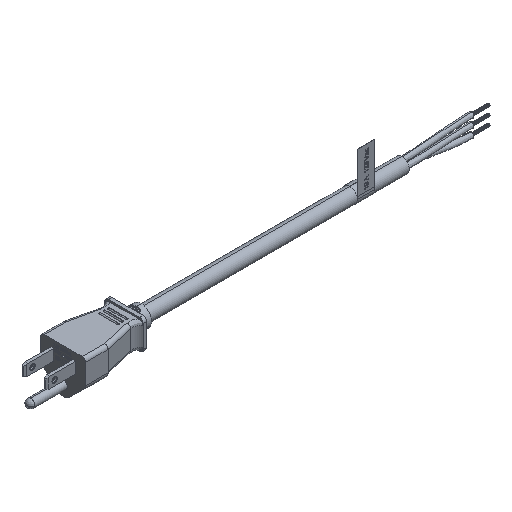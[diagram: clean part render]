
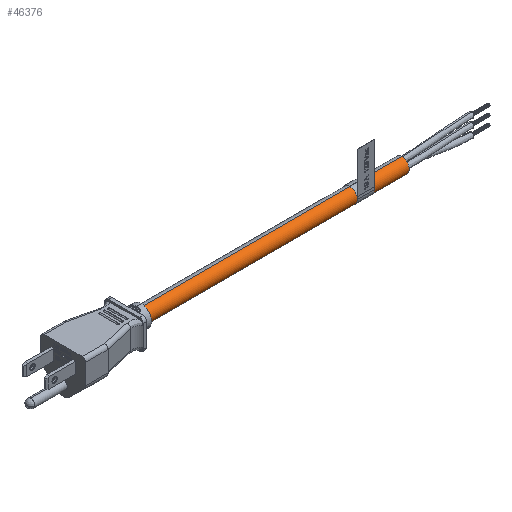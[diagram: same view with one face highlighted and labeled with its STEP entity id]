
A CAD part, isometric view. The second image highlights one B-rep face of the part: STEP entity #46376.
In plain terms, the highlighted cylindrical face has radius 4.2 mm (diameter 8.4 mm), a partial arc.
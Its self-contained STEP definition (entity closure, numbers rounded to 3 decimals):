
#1535 = VERTEX_POINT ( 'NONE', #87247 ) ;
#3641 = VERTEX_POINT ( 'NONE', #95297 ) ;
#8873 = CIRCLE ( 'NONE', #98777, 4.2 ) ;
#9841 = CARTESIAN_POINT ( 'NONE',  ( 161.879, 0., 0. ) ) ;
#17645 = VERTEX_POINT ( 'NONE', #101549 ) ;
#18355 = LINE ( 'NONE', #41241, #63972 ) ;
#21698 = CARTESIAN_POINT ( 'NONE',  ( 0., 0., 0. ) ) ;
#22345 = CARTESIAN_POINT ( 'NONE',  ( 150., 0., 0. ) ) ;
#23069 = DIRECTION ( 'NONE',  ( 1., 0., 0. ) ) ;
#24120 = CARTESIAN_POINT ( 'NONE',  ( 161.879, 0., 4.2 ) ) ;
#25551 = EDGE_CURVE ( 'NONE', #1535, #3641, #70215, .T. ) ;
#27023 = EDGE_CURVE ( 'NONE', #17645, #3641, #61339, .T. ) ;
#31007 = DIRECTION ( 'NONE',  ( 0., 0., -1. ) ) ;
#33618 = DIRECTION ( 'NONE',  ( -1., 0., 0. ) ) ;
#40571 = DIRECTION ( 'NONE',  ( -1., 0., 0. ) ) ;
#41241 = CARTESIAN_POINT ( 'NONE',  ( 161.879, 0., -4.2 ) ) ;
#46376 = ADVANCED_FACE ( 'NONE', ( #75559 ), #97659, .T. ) ;
#48938 = AXIS2_PLACEMENT_3D ( 'NONE', #21698, #23069, #76783 ) ;
#49766 = VERTEX_POINT ( 'NONE', #69867 ) ;
#50825 = ORIENTED_EDGE ( 'NONE', *, *, #93600, .F. ) ;
#55833 = DIRECTION ( 'NONE',  ( -1., 0., 0. ) ) ;
#57264 = ORIENTED_EDGE ( 'NONE', *, *, #25551, .F. ) ;
#61339 = CIRCLE ( 'NONE', #48938, 4.2 ) ;
#62012 = AXIS2_PLACEMENT_3D ( 'NONE', #9841, #33618, #96201 ) ;
#63972 = VECTOR ( 'NONE', #40571, 1000. ) ;
#69867 = CARTESIAN_POINT ( 'NONE',  ( 150., 0., -4.2 ) ) ;
#69916 = DIRECTION ( 'NONE',  ( 1., 0., 0. ) ) ;
#70215 = LINE ( 'NONE', #24120, #98530 ) ;
#75559 = FACE_OUTER_BOUND ( 'NONE', #93568, .T. ) ;
#76783 = DIRECTION ( 'NONE',  ( 0., 0., -1. ) ) ;
#77473 = ORIENTED_EDGE ( 'NONE', *, *, #27023, .T. ) ;
#83331 = ORIENTED_EDGE ( 'NONE', *, *, #88016, .T. ) ;
#87247 = CARTESIAN_POINT ( 'NONE',  ( 150., 0., 4.2 ) ) ;
#88016 = EDGE_CURVE ( 'NONE', #49766, #17645, #18355, .T. ) ;
#93568 = EDGE_LOOP ( 'NONE', ( #50825, #83331, #77473, #57264 ) ) ;
#93600 = EDGE_CURVE ( 'NONE', #49766, #1535, #8873, .T. ) ;
#95297 = CARTESIAN_POINT ( 'NONE',  ( 0., 0., 4.2 ) ) ;
#96201 = DIRECTION ( 'NONE',  ( 0., 0., 1. ) ) ;
#97659 = CYLINDRICAL_SURFACE ( 'NONE', #62012, 4.2 ) ;
#98530 = VECTOR ( 'NONE', #55833, 1000. ) ;
#98777 = AXIS2_PLACEMENT_3D ( 'NONE', #22345, #69916, #31007 ) ;
#101549 = CARTESIAN_POINT ( 'NONE',  ( 0., 0., -4.2 ) ) ;
